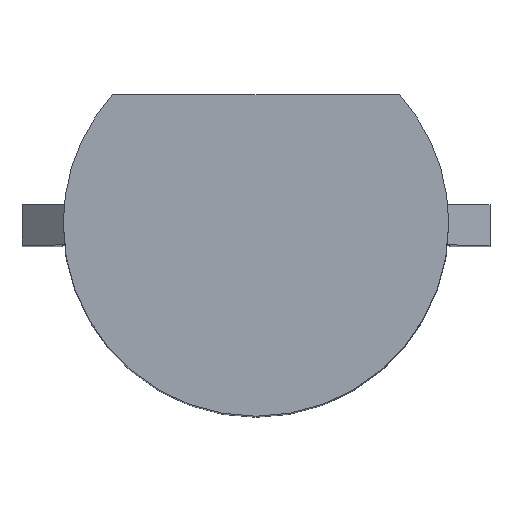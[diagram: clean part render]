
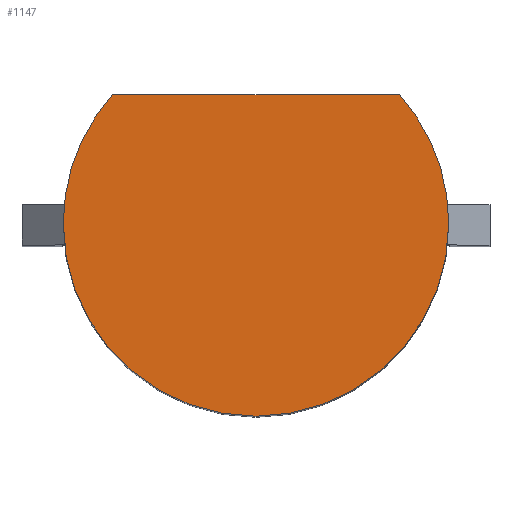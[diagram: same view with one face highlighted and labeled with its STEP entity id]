
A CAD part, top view. The second image highlights one B-rep face of the part: STEP entity #1147.
In plain terms, the highlighted planar face has unit normal (0, 0, 1).
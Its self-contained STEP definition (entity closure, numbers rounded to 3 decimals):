
#20 = AXIS2_PLACEMENT_3D ( 'NONE', #1222, #247, #1133 ) ;
#41 = VERTEX_POINT ( 'NONE', #921 ) ;
#53 = PLANE ( 'NONE',  #117 ) ;
#73 = LINE ( 'NONE', #1286, #887 ) ;
#100 = EDGE_CURVE ( 'NONE', #835, #1060, #446, .T. ) ;
#102 = VERTEX_POINT ( 'NONE', #1126 ) ;
#117 = AXIS2_PLACEMENT_3D ( 'NONE', #195, #477, #998 ) ;
#147 = ORIENTED_EDGE ( 'NONE', *, *, #100, .F. ) ;
#183 = EDGE_CURVE ( 'NONE', #41, #835, #845, .T. ) ;
#195 = CARTESIAN_POINT ( 'NONE',  ( 0., 0., 7.62 ) ) ;
#247 = DIRECTION ( 'NONE',  ( 0., 0., -1. ) ) ;
#294 = AXIS2_PLACEMENT_3D ( 'NONE', #759, #962, #979 ) ;
#304 = DIRECTION ( 'NONE',  ( -1., 0., 0. ) ) ;
#429 = DIRECTION ( 'NONE',  ( 0., 0., -1. ) ) ;
#446 = CIRCLE ( 'NONE', #20, 2.29 ) ;
#473 = CARTESIAN_POINT ( 'NONE',  ( 2.29, 0., 7.62 ) ) ;
#477 = DIRECTION ( 'NONE',  ( 0., 0., 1. ) ) ;
#527 = EDGE_LOOP ( 'NONE', ( #1127, #1239, #647, #147 ) ) ;
#640 = AXIS2_PLACEMENT_3D ( 'NONE', #1325, #429, #304 ) ;
#647 = ORIENTED_EDGE ( 'NONE', *, *, #955, .F. ) ;
#759 = CARTESIAN_POINT ( 'NONE',  ( 0., 0., 7.62 ) ) ;
#835 = VERTEX_POINT ( 'NONE', #473 ) ;
#845 = CIRCLE ( 'NONE', #294, 2.29 ) ;
#887 = VECTOR ( 'NONE', #992, 1000. ) ;
#921 = CARTESIAN_POINT ( 'NONE',  ( 1.704, 1.53, 7.62 ) ) ;
#945 = CARTESIAN_POINT ( 'NONE',  ( -2.29, 0., 7.62 ) ) ;
#955 = EDGE_CURVE ( 'NONE', #1060, #102, #1032, .T. ) ;
#962 = DIRECTION ( 'NONE',  ( 0., 0., -1. ) ) ;
#979 = DIRECTION ( 'NONE',  ( -1., 0., 0. ) ) ;
#992 = DIRECTION ( 'NONE',  ( -1., 0., 0. ) ) ;
#998 = DIRECTION ( 'NONE',  ( 1., 0., 0. ) ) ;
#1032 = CIRCLE ( 'NONE', #640, 2.29 ) ;
#1060 = VERTEX_POINT ( 'NONE', #945 ) ;
#1126 = CARTESIAN_POINT ( 'NONE',  ( -1.704, 1.53, 7.62 ) ) ;
#1127 = ORIENTED_EDGE ( 'NONE', *, *, #183, .F. ) ;
#1130 = EDGE_CURVE ( 'NONE', #41, #102, #73, .T. ) ;
#1133 = DIRECTION ( 'NONE',  ( -1., 0., 0. ) ) ;
#1147 = ADVANCED_FACE ( 'NONE', ( #1171 ), #53, .T. ) ;
#1171 = FACE_OUTER_BOUND ( 'NONE', #527, .T. ) ;
#1222 = CARTESIAN_POINT ( 'NONE',  ( 0., 0., 7.62 ) ) ;
#1239 = ORIENTED_EDGE ( 'NONE', *, *, #1130, .T. ) ;
#1286 = CARTESIAN_POINT ( 'NONE',  ( 0., 1.53, 7.62 ) ) ;
#1325 = CARTESIAN_POINT ( 'NONE',  ( 0., 0., 7.62 ) ) ;
